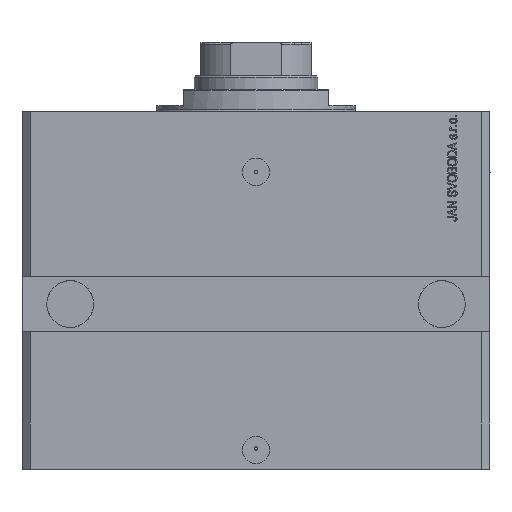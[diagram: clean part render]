
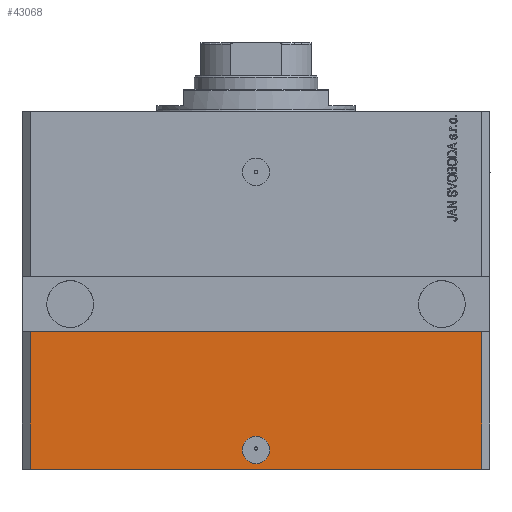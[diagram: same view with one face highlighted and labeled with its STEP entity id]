
A CAD part, front view. The second image highlights one B-rep face of the part: STEP entity #43068.
In plain terms, the highlighted planar face has unit normal (0, -1, 0).
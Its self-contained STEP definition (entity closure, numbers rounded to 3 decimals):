
#695 = ORIENTED_EDGE ( 'NONE', *, *, #32156, .T. ) ;
#2046 = FACE_BOUND ( 'NONE', #8664, .T. ) ;
#3082 = CARTESIAN_POINT ( 'NONE',  ( 0., -70., -123. ) ) ;
#4166 = CARTESIAN_POINT ( 'NONE',  ( 82., -70., -130. ) ) ;
#6060 = CARTESIAN_POINT ( 'NONE',  ( 0., -70., -123. ) ) ;
#6118 = CARTESIAN_POINT ( 'NONE',  ( -82., -70., -80. ) ) ;
#6618 = AXIS2_PLACEMENT_3D ( 'NONE', #3082, #18278, #9726 ) ;
#6864 = VECTOR ( 'NONE', #47477, 1000. ) ;
#7188 = CARTESIAN_POINT ( 'NONE',  ( -82., -70., -130. ) ) ;
#7233 = CARTESIAN_POINT ( 'NONE',  ( -82., -70., -130. ) ) ;
#7960 = AXIS2_PLACEMENT_3D ( 'NONE', #47100, #13093, #43188 ) ;
#8664 = EDGE_LOOP ( 'NONE', ( #20546, #45030 ) ) ;
#9503 = CARTESIAN_POINT ( 'NONE',  ( -82., -70., -130. ) ) ;
#9726 = DIRECTION ( 'NONE',  ( 1., 0., 0. ) ) ;
#13093 = DIRECTION ( 'NONE',  ( 0., -1., 0. ) ) ;
#13902 = DIRECTION ( 'NONE',  ( 1., 0., 0. ) ) ;
#14447 = EDGE_CURVE ( 'NONE', #25036, #25585, #34263, .T. ) ;
#14881 = EDGE_CURVE ( 'NONE', #47498, #19768, #19956, .T. ) ;
#15884 = EDGE_CURVE ( 'NONE', #22886, #38457, #46959, .T. ) ;
#18278 = DIRECTION ( 'NONE',  ( 0., -1., 0. ) ) ;
#18521 = ORIENTED_EDGE ( 'NONE', *, *, #15884, .F. ) ;
#18589 = CARTESIAN_POINT ( 'NONE',  ( -85., -70., -80. ) ) ;
#19315 = EDGE_CURVE ( 'NONE', #19768, #47498, #43557, .T. ) ;
#19768 = VERTEX_POINT ( 'NONE', #38276 ) ;
#19956 = CIRCLE ( 'NONE', #6618, 5. ) ;
#20546 = ORIENTED_EDGE ( 'NONE', *, *, #19315, .F. ) ;
#20689 = DIRECTION ( 'NONE',  ( 1., 0., 0. ) ) ;
#21554 = ORIENTED_EDGE ( 'NONE', *, *, #14447, .T. ) ;
#21765 = CARTESIAN_POINT ( 'NONE',  ( 82., -70., -130. ) ) ;
#22240 = EDGE_CURVE ( 'NONE', #38457, #25585, #48196, .T. ) ;
#22886 = VERTEX_POINT ( 'NONE', #7188 ) ;
#23336 = CARTESIAN_POINT ( 'NONE',  ( 82., -70., -80. ) ) ;
#25036 = VERTEX_POINT ( 'NONE', #21765 ) ;
#25402 = VECTOR ( 'NONE', #34023, 1000. ) ;
#25585 = VERTEX_POINT ( 'NONE', #23336 ) ;
#25859 = LINE ( 'NONE', #7233, #40544 ) ;
#32156 = EDGE_CURVE ( 'NONE', #22886, #25036, #25859, .T. ) ;
#34023 = DIRECTION ( 'NONE',  ( 0., 0., 1. ) ) ;
#34263 = LINE ( 'NONE', #4166, #25402 ) ;
#38276 = CARTESIAN_POINT ( 'NONE',  ( 5., -70., -123. ) ) ;
#38457 = VERTEX_POINT ( 'NONE', #6118 ) ;
#38876 = DIRECTION ( 'NONE',  ( 0., 0., 1. ) ) ;
#39510 = PLANE ( 'NONE',  #7960 ) ;
#40544 = VECTOR ( 'NONE', #20689, 1000. ) ;
#41997 = AXIS2_PLACEMENT_3D ( 'NONE', #6060, #47428, #13902 ) ;
#43068 = ADVANCED_FACE ( 'NONE', ( #2046, #46872 ), #39510, .T. ) ;
#43188 = DIRECTION ( 'NONE',  ( 0., 0., -1. ) ) ;
#43557 = CIRCLE ( 'NONE', #41997, 5. ) ;
#45030 = ORIENTED_EDGE ( 'NONE', *, *, #14881, .F. ) ;
#45770 = VECTOR ( 'NONE', #38876, 1000. ) ;
#46744 = ORIENTED_EDGE ( 'NONE', *, *, #22240, .F. ) ;
#46872 = FACE_OUTER_BOUND ( 'NONE', #47212, .T. ) ;
#46959 = LINE ( 'NONE', #9503, #45770 ) ;
#47100 = CARTESIAN_POINT ( 'NONE',  ( -82., -70., -130. ) ) ;
#47212 = EDGE_LOOP ( 'NONE', ( #46744, #18521, #695, #21554 ) ) ;
#47428 = DIRECTION ( 'NONE',  ( 0., -1., 0. ) ) ;
#47477 = DIRECTION ( 'NONE',  ( 1., 0., 0. ) ) ;
#47498 = VERTEX_POINT ( 'NONE', #48318 ) ;
#48196 = LINE ( 'NONE', #18589, #6864 ) ;
#48318 = CARTESIAN_POINT ( 'NONE',  ( -5., -70., -123. ) ) ;
